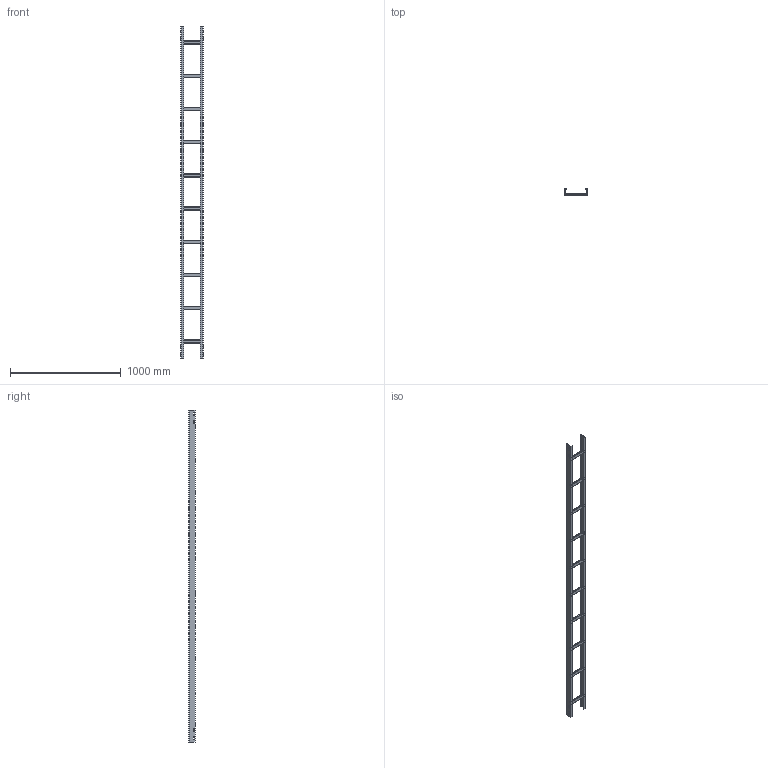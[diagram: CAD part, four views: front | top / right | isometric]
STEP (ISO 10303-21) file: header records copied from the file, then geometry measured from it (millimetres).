
FILE_DESCRIPTION((''),'2;1');
FILE_NAME('6208538_ASM','2012-10-09T',('AndreasKeweloh'),(''),'PRO/ENGINEER BY PARAMETRIC TECHNOLOGY CORPORATION, 2012230','PRO/ENGINEER BY PARAMETRIC TECHNOLOGY CORPORATION, 2012230','');
FILE_SCHEMA(('CONFIG_CONTROL_DESIGN'));
Length unit declared in the file: millimetre
Products named in the file (3): 6208538_LEITERHOLM; 6208538_SPROSSE; 6208538_ASM
Assembly tree (12 placements, depth 2):
  6208538_ASM
    6208538_LEITERHOLM  x2
    6208538_SPROSSE  x10
Bounding box: 200 x 60 x 3000 mm (x, y, z)
Volume: 1060139 mm3; surface area: 1440653.1 mm2
Topology: 12 solids, 12 shells, 332 faces, 924 edges, 616 vertices
Faces by surface type: plane 212, cylinder 120
Entity records: 2498 total; most frequent: CARTESIAN_POINT 530, ORIENTED_EDGE 396, DIRECTION 372, EDGE_CURVE 198, VECTOR 140, LINE 140, VERTEX_POINT 132, AXIS2_PLACEMENT_3D 116
